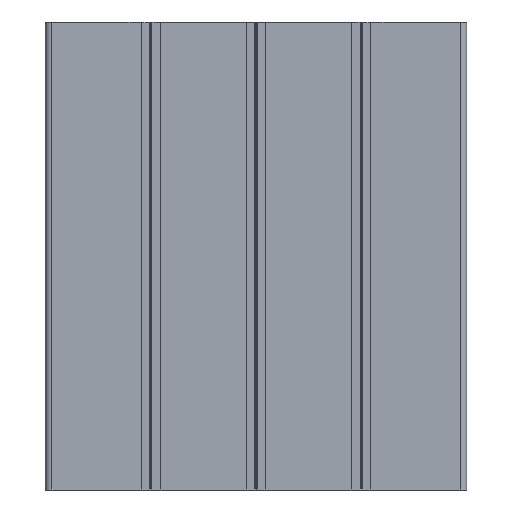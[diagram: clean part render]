
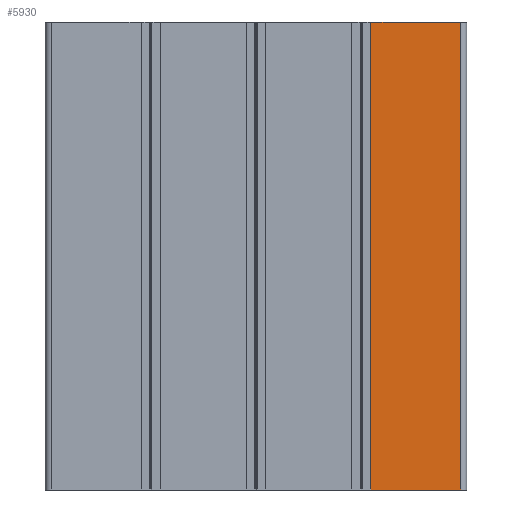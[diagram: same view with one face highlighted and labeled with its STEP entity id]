
A CAD part, front view. The second image highlights one B-rep face of the part: STEP entity #5930.
In plain terms, the highlighted planar face has unit normal (0, -1, 0).
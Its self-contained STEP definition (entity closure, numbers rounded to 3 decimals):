
#187 = DIRECTION ( 'NONE',  ( 1., 0., 0. ) ) ;
#243 = DIRECTION ( 'NONE',  ( 1., 0., 0. ) ) ;
#253 = EDGE_LOOP ( 'NONE', ( #4353, #4203, #3971, #3716 ) ) ;
#260 = CARTESIAN_POINT ( 'NONE',  ( 48.511, -16.128, 0. ) ) ;
#372 = DIRECTION ( 'NONE',  ( 0., 0., 1. ) ) ;
#398 = DIRECTION ( 'NONE',  ( 0., 1., 0. ) ) ;
#403 = PLANE ( 'NONE',  #9736 ) ;
#462 = CARTESIAN_POINT ( 'NONE',  ( 48.511, -16.128, 200. ) ) ;
#504 = CARTESIAN_POINT ( 'NONE',  ( 86.911, -16.128, 200. ) ) ;
#1434 = CARTESIAN_POINT ( 'NONE',  ( 48.511, -16.128, 200. ) ) ;
#1529 = EDGE_CURVE ( 'NONE', #5088, #7629, #3683, .T. ) ;
#2257 = LINE ( 'NONE', #260, #8525 ) ;
#2274 = DIRECTION ( 'NONE',  ( 0., 0., -1. ) ) ;
#3680 = VECTOR ( 'NONE', #5843, 1000. ) ;
#3683 = LINE ( 'NONE', #5956, #3680 ) ;
#3716 = ORIENTED_EDGE ( 'NONE', *, *, #8406, .T. ) ;
#3809 = VECTOR ( 'NONE', #187, 1000. ) ;
#3971 = ORIENTED_EDGE ( 'NONE', *, *, #9306, .F. ) ;
#4203 = ORIENTED_EDGE ( 'NONE', *, *, #1529, .F. ) ;
#4353 = ORIENTED_EDGE ( 'NONE', *, *, #8300, .T. ) ;
#5088 = VERTEX_POINT ( 'NONE', #504 ) ;
#5634 = LINE ( 'NONE', #9611, #3809 ) ;
#5843 = DIRECTION ( 'NONE',  ( 0., 0., -1. ) ) ;
#5930 = ADVANCED_FACE ( 'NONE', ( #7884 ), #403, .F. ) ;
#5956 = CARTESIAN_POINT ( 'NONE',  ( 86.911, -16.128, 200. ) ) ;
#6240 = CARTESIAN_POINT ( 'NONE',  ( 48.511, -16.128, 0. ) ) ;
#7138 = CARTESIAN_POINT ( 'NONE',  ( 86.911, -16.128, 0. ) ) ;
#7214 = CARTESIAN_POINT ( 'NONE',  ( 48.511, -16.128, 200. ) ) ;
#7551 = LINE ( 'NONE', #1434, #9313 ) ;
#7629 = VERTEX_POINT ( 'NONE', #7138 ) ;
#7762 = VERTEX_POINT ( 'NONE', #6240 ) ;
#7884 = FACE_OUTER_BOUND ( 'NONE', #253, .T. ) ;
#8300 = EDGE_CURVE ( 'NONE', #7762, #7629, #2257, .T. ) ;
#8406 = EDGE_CURVE ( 'NONE', #9810, #7762, #7551, .T. ) ;
#8525 = VECTOR ( 'NONE', #243, 1000. ) ;
#9306 = EDGE_CURVE ( 'NONE', #9810, #5088, #5634, .T. ) ;
#9313 = VECTOR ( 'NONE', #2274, 1000. ) ;
#9611 = CARTESIAN_POINT ( 'NONE',  ( 48.511, -16.128, 200. ) ) ;
#9736 = AXIS2_PLACEMENT_3D ( 'NONE', #462, #398, #372 ) ;
#9810 = VERTEX_POINT ( 'NONE', #7214 ) ;
